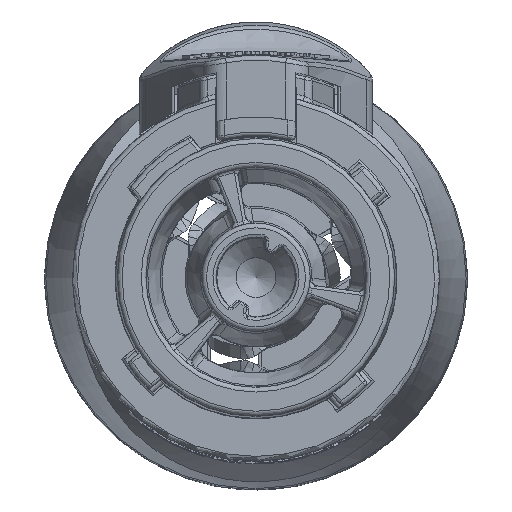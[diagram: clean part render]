
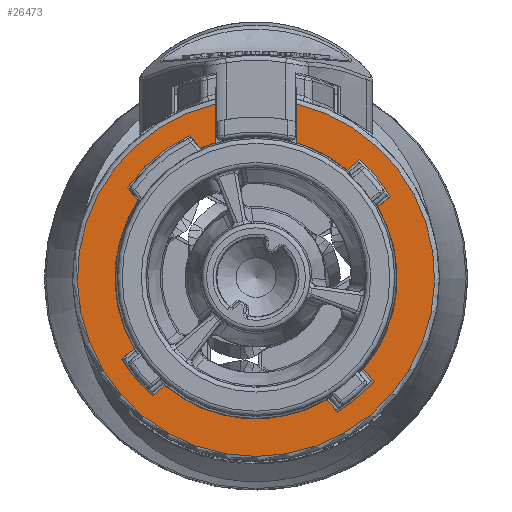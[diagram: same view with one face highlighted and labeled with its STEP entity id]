
A CAD part, top view. The second image highlights one B-rep face of the part: STEP entity #26473.
In plain terms, the highlighted planar face has unit normal (0, 0, 1).
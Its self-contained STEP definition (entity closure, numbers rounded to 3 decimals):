
#1015=PLANE('',#28400);
#1765=CIRCLE('',#28229,9.85);
#1767=CIRCLE('',#28231,9.85);
#1769=CIRCLE('',#28233,9.85);
#1773=CIRCLE('',#28237,9.85);
#1796=CIRCLE('',#28281,8.85);
#1801=CIRCLE('',#28292,8.85);
#1804=CIRCLE('',#28298,8.85);
#1807=CIRCLE('',#28304,8.85);
#1833=CIRCLE('',#28361,8.85);
#1834=CIRCLE('',#28364,11.2);
#2959=FACE_OUTER_BOUND('',#4550,.T.);
#4550=EDGE_LOOP('',(#19403,#19404,#19405,#19406,#19407,#19408,#19409,#19410,
#19411,#19412,#19413,#19414,#19415,#19416,#19417,#19418,#19419,#19420,#19421,
#19422));
#7262=LINE('',#45007,#9215);
#7266=LINE('',#45027,#9219);
#7270=LINE('',#45049,#9223);
#7274=LINE('',#45071,#9227);
#7278=LINE('',#45093,#9231);
#7296=LINE('',#45692,#9249);
#7298=LINE('',#45695,#9251);
#7302=LINE('',#45702,#9255);
#7311=LINE('',#45748,#9264);
#7350=LINE('',#45847,#9303);
#9215=VECTOR('',#31098,10.);
#9219=VECTOR('',#31112,10.);
#9223=VECTOR('',#31128,10.);
#9227=VECTOR('',#31144,10.);
#9231=VECTOR('',#31160,10.);
#9249=VECTOR('',#31276,10.);
#9251=VECTOR('',#31280,10.);
#9255=VECTOR('',#31290,10.);
#9264=VECTOR('',#31315,10.);
#9303=VECTOR('',#31420,10.);
#11372=VERTEX_POINT('',#44727);
#11373=VERTEX_POINT('',#44729);
#11376=VERTEX_POINT('',#44735);
#11377=VERTEX_POINT('',#44737);
#11380=VERTEX_POINT('',#44743);
#11381=VERTEX_POINT('',#44745);
#11388=VERTEX_POINT('',#44759);
#11389=VERTEX_POINT('',#44761);
#11439=VERTEX_POINT('',#45000);
#11440=VERTEX_POINT('',#45002);
#11445=VERTEX_POINT('',#45025);
#11450=VERTEX_POINT('',#45042);
#11451=VERTEX_POINT('',#45044);
#11456=VERTEX_POINT('',#45064);
#11457=VERTEX_POINT('',#45066);
#11462=VERTEX_POINT('',#45086);
#11463=VERTEX_POINT('',#45088);
#11488=VERTEX_POINT('',#45705);
#11489=VERTEX_POINT('',#45710);
#11490=VERTEX_POINT('',#45721);
#14213=EDGE_CURVE('',#11373,#11372,#1765,.T.);
#14217=EDGE_CURVE('',#11377,#11376,#1767,.T.);
#14221=EDGE_CURVE('',#11381,#11380,#1769,.T.);
#14229=EDGE_CURVE('',#11389,#11388,#1773,.T.);
#14300=EDGE_CURVE('',#11440,#11439,#1796,.T.);
#14303=EDGE_CURVE('',#11439,#11381,#7262,.T.);
#14311=EDGE_CURVE('',#11388,#11445,#7266,.T.);
#14317=EDGE_CURVE('',#11451,#11450,#1801,.T.);
#14320=EDGE_CURVE('',#11450,#11389,#7270,.T.);
#14326=EDGE_CURVE('',#11457,#11456,#1804,.T.);
#14329=EDGE_CURVE('',#11456,#11373,#7274,.T.);
#14335=EDGE_CURVE('',#11463,#11462,#1807,.T.);
#14338=EDGE_CURVE('',#11462,#11377,#7278,.T.);
#14401=EDGE_CURVE('',#11380,#11463,#7296,.T.);
#14403=EDGE_CURVE('',#11372,#11451,#7298,.T.);
#14407=EDGE_CURVE('',#11376,#11457,#7302,.T.);
#14409=EDGE_CURVE('',#11445,#11488,#1833,.T.);
#14412=EDGE_CURVE('',#11490,#11489,#1834,.T.);
#14420=EDGE_CURVE('',#11488,#11489,#7311,.T.);
#14468=EDGE_CURVE('',#11490,#11440,#7350,.T.);
#19403=ORIENTED_EDGE('',*,*,#14401,.T.);
#19404=ORIENTED_EDGE('',*,*,#14335,.T.);
#19405=ORIENTED_EDGE('',*,*,#14338,.T.);
#19406=ORIENTED_EDGE('',*,*,#14217,.T.);
#19407=ORIENTED_EDGE('',*,*,#14407,.T.);
#19408=ORIENTED_EDGE('',*,*,#14326,.T.);
#19409=ORIENTED_EDGE('',*,*,#14329,.T.);
#19410=ORIENTED_EDGE('',*,*,#14213,.T.);
#19411=ORIENTED_EDGE('',*,*,#14403,.T.);
#19412=ORIENTED_EDGE('',*,*,#14317,.T.);
#19413=ORIENTED_EDGE('',*,*,#14320,.T.);
#19414=ORIENTED_EDGE('',*,*,#14229,.T.);
#19415=ORIENTED_EDGE('',*,*,#14311,.T.);
#19416=ORIENTED_EDGE('',*,*,#14409,.T.);
#19417=ORIENTED_EDGE('',*,*,#14420,.T.);
#19418=ORIENTED_EDGE('',*,*,#14412,.F.);
#19419=ORIENTED_EDGE('',*,*,#14468,.T.);
#19420=ORIENTED_EDGE('',*,*,#14300,.T.);
#19421=ORIENTED_EDGE('',*,*,#14303,.T.);
#19422=ORIENTED_EDGE('',*,*,#14221,.T.);
#26473=ADVANCED_FACE('',(#2959),#1015,.F.);
#28229=AXIS2_PLACEMENT_3D('',#44730,#30951,#30952);
#28231=AXIS2_PLACEMENT_3D('',#44738,#30957,#30958);
#28233=AXIS2_PLACEMENT_3D('',#44746,#30963,#30964);
#28237=AXIS2_PLACEMENT_3D('',#44762,#30975,#30976);
#28281=AXIS2_PLACEMENT_3D('',#45003,#31092,#31093);
#28292=AXIS2_PLACEMENT_3D('',#45045,#31122,#31123);
#28298=AXIS2_PLACEMENT_3D('',#45067,#31138,#31139);
#28304=AXIS2_PLACEMENT_3D('',#45089,#31154,#31155);
#28361=AXIS2_PLACEMENT_3D('',#45707,#31296,#31297);
#28364=AXIS2_PLACEMENT_3D('',#45732,#31302,#31303);
#28400=AXIS2_PLACEMENT_3D('',#45848,#31421,#31422);
#30951=DIRECTION('center_axis',(0.,0.,-1.));
#30952=DIRECTION('ref_axis',(-0.855,-0.519,0.));
#30957=DIRECTION('center_axis',(0.,0.,-1.));
#30958=DIRECTION('ref_axis',(0.519,-0.855,0.));
#30963=DIRECTION('center_axis',(0.,0.,-1.));
#30964=DIRECTION('ref_axis',(0.855,0.519,0.));
#30975=DIRECTION('center_axis',(0.,0.,-1.));
#30976=DIRECTION('ref_axis',(-0.423,0.906,0.));
#31092=DIRECTION('center_axis',(0.,0.,-1.));
#31093=DIRECTION('ref_axis',(1.,0.,0.));
#31098=DIRECTION('',(0.766,0.643,0.));
#31112=DIRECTION('',(0.643,-0.766,0.));
#31122=DIRECTION('center_axis',(0.,0.,-1.));
#31123=DIRECTION('ref_axis',(1.,0.,0.));
#31128=DIRECTION('',(-0.643,0.766,0.));
#31138=DIRECTION('center_axis',(0.,0.,-1.));
#31139=DIRECTION('ref_axis',(1.,0.,0.));
#31144=DIRECTION('',(-0.766,-0.643,0.));
#31154=DIRECTION('center_axis',(0.,0.,-1.));
#31155=DIRECTION('ref_axis',(1.,0.,0.));
#31160=DIRECTION('',(0.643,-0.766,0.));
#31276=DIRECTION('',(-0.766,-0.643,0.));
#31280=DIRECTION('',(0.766,0.643,0.));
#31290=DIRECTION('',(-0.643,0.766,0.));
#31296=DIRECTION('center_axis',(0.,0.,-1.));
#31297=DIRECTION('ref_axis',(1.,0.,0.));
#31302=DIRECTION('center_axis',(0.,0.,-1.));
#31303=DIRECTION('ref_axis',(0.,-1.,0.));
#31315=DIRECTION('',(0.,1.,0.));
#31420=DIRECTION('',(0.,-1.,0.));
#31421=DIRECTION('center_axis',(0.,0.,-1.));
#31422=DIRECTION('ref_axis',(-1.,0.,0.));
#44727=CARTESIAN_POINT('',(-8.422,-5.109,25.7));
#44729=CARTESIAN_POINT('',(-6.493,-7.407,25.7));
#44730=CARTESIAN_POINT('Origin',(0.,0.,25.7));
#44735=CARTESIAN_POINT('',(5.109,-8.422,25.7));
#44737=CARTESIAN_POINT('',(7.407,-6.493,25.7));
#44738=CARTESIAN_POINT('Origin',(0.,0.,25.7));
#44743=CARTESIAN_POINT('',(8.422,5.109,25.7));
#44745=CARTESIAN_POINT('',(6.493,7.407,25.7));
#44746=CARTESIAN_POINT('Origin',(0.,0.,25.7));
#44759=CARTESIAN_POINT('',(-4.162,8.927,25.7));
#44761=CARTESIAN_POINT('',(-8.069,5.649,25.7));
#44762=CARTESIAN_POINT('Origin',(0.,0.,25.7));
#45000=CARTESIAN_POINT('',(5.717,6.755,25.7));
#45002=CARTESIAN_POINT('',(2.55,8.475,25.7));
#45003=CARTESIAN_POINT('Origin',(0.,0.,25.7));
#45007=CARTESIAN_POINT('',(2.765,4.278,25.7));
#45025=CARTESIAN_POINT('',(-3.494,8.131,25.7));
#45027=CARTESIAN_POINT('',(-0.77,4.885,25.7));
#45042=CARTESIAN_POINT('',(-7.401,4.853,25.7));
#45044=CARTESIAN_POINT('',(-7.646,-4.457,25.7));
#45045=CARTESIAN_POINT('Origin',(0.,0.,25.7));
#45049=CARTESIAN_POINT('',(-5.011,2.005,25.7));
#45064=CARTESIAN_POINT('',(-5.717,-6.755,25.7));
#45066=CARTESIAN_POINT('',(4.457,-7.646,25.7));
#45067=CARTESIAN_POINT('Origin',(0.,0.,25.7));
#45071=CARTESIAN_POINT('',(-2.765,-4.278,25.7));
#45086=CARTESIAN_POINT('',(6.755,-5.717,25.7));
#45088=CARTESIAN_POINT('',(7.646,4.457,25.7));
#45089=CARTESIAN_POINT('Origin',(0.,0.,25.7));
#45093=CARTESIAN_POINT('',(4.278,-2.765,25.7));
#45692=CARTESIAN_POINT('',(4.305,1.654,25.7));
#45695=CARTESIAN_POINT('',(-4.305,-1.654,25.7));
#45702=CARTESIAN_POINT('',(1.654,-4.305,25.7));
#45705=CARTESIAN_POINT('',(-2.55,8.475,25.7));
#45707=CARTESIAN_POINT('Origin',(0.,0.,25.7));
#45710=CARTESIAN_POINT('',(-2.55,10.906,25.7));
#45721=CARTESIAN_POINT('',(2.55,10.906,25.7));
#45732=CARTESIAN_POINT('Origin',(0.,0.,25.7));
#45748=CARTESIAN_POINT('',(-2.55,6.339,25.7));
#45847=CARTESIAN_POINT('',(2.55,3.832,25.7));
#45848=CARTESIAN_POINT('Origin',(0.,0.,25.7));
